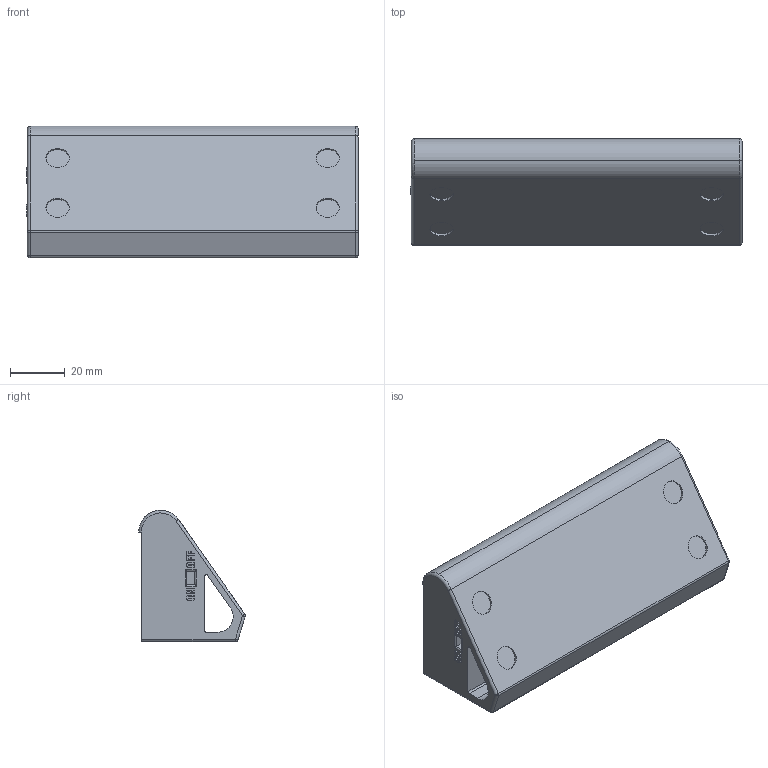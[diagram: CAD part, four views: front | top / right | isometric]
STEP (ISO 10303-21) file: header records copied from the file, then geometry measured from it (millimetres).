
FILE_DESCRIPTION (( 'STEP AP214' ), '1' );
FILE_NAME ('翋极俋褲.STEP', '2024-06-28T07:34:38', ( '' ), ( '' ), 'SwSTEP 2.0', 'SolidWorks 2023', '' );
FILE_SCHEMA (( 'AUTOMOTIVE_DESIGN' ));
Length unit declared in the file: millimetre
Products named in the file (1): 主体外壳
Bounding box: 121 x 38.84 x 47.97 mm (x, y, z)
Volume: 52700.7 mm3; surface area: 33370.6 mm2
Topology: 1 solids, 1 shells, 606 faces, 1617 edges, 1060 vertices
Faces by surface type: plane 403, bspline 107, cylinder 81, torus 7, cone 4, sphere 4
Entity records: 21932 total; most frequent: CARTESIAN_POINT 7464, ORIENTED_EDGE 3228, DIRECTION 2521, EDGE_CURVE 1614, LINE 1241, VECTOR 1241, VERTEX_POINT 1059, EDGE_LOOP 665
